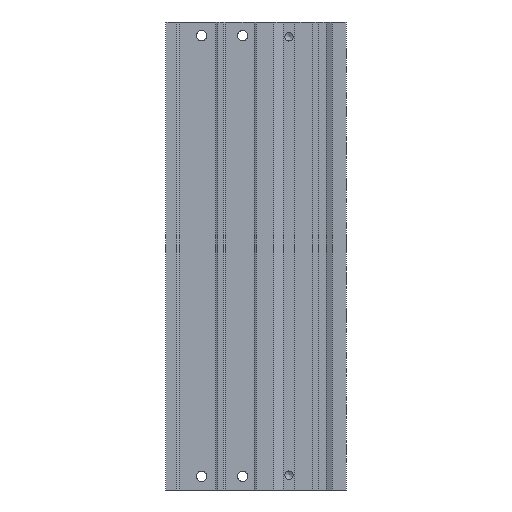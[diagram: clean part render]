
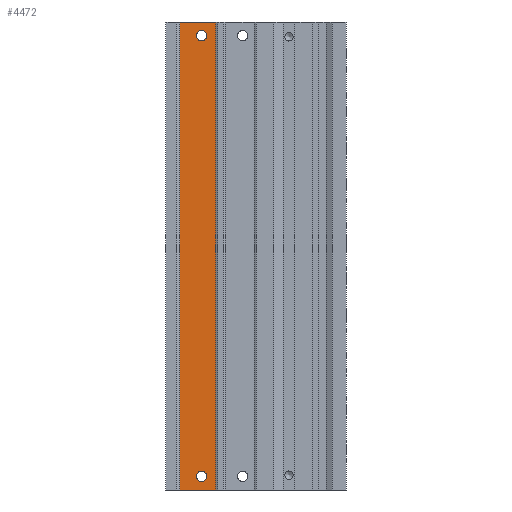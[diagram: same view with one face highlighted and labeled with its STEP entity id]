
A CAD part, front view. The second image highlights one B-rep face of the part: STEP entity #4472.
In plain terms, the highlighted planar face has unit normal (0, -1, 0).
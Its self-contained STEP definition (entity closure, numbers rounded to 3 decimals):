
#100=PLANE('',#4900);
#355=CIRCLE('',#4901,2.25);
#356=CIRCLE('',#4902,2.25);
#570=LINE('',#7726,#768);
#571=LINE('',#7732,#769);
#572=LINE('',#7734,#770);
#573=LINE('',#7736,#771);
#768=VECTOR('',#5723,1000.);
#769=VECTOR('',#5730,1000.);
#770=VECTOR('',#5731,1000.);
#771=VECTOR('',#5732,1000.);
#1213=ORIENTED_EDGE('',*,*,#2296,.T.);
#1214=ORIENTED_EDGE('',*,*,#2297,.T.);
#1215=ORIENTED_EDGE('',*,*,#2298,.F.);
#1216=ORIENTED_EDGE('',*,*,#2295,.F.);
#1217=ORIENTED_EDGE('',*,*,#2299,.T.);
#1218=ORIENTED_EDGE('',*,*,#2300,.T.);
#2295=EDGE_CURVE('',#2821,#2820,#570,.T.);
#2296=EDGE_CURVE('',#2822,#2822,#355,.F.);
#2297=EDGE_CURVE('',#2823,#2823,#356,.F.);
#2298=EDGE_CURVE('',#2820,#2824,#571,.T.);
#2299=EDGE_CURVE('',#2821,#2825,#572,.T.);
#2300=EDGE_CURVE('',#2825,#2824,#573,.T.);
#2820=VERTEX_POINT('',#7723);
#2821=VERTEX_POINT('',#7725);
#2822=VERTEX_POINT('',#7729);
#2823=VERTEX_POINT('',#7731);
#2824=VERTEX_POINT('',#7733);
#2825=VERTEX_POINT('',#7735);
#3278=EDGE_LOOP('',(#1213));
#3279=EDGE_LOOP('',(#1214));
#3280=EDGE_LOOP('',(#1215,#1216,#1217,#1218));
#3810=FACE_BOUND('',#3278,.T.);
#3811=FACE_BOUND('',#3279,.T.);
#3812=FACE_BOUND('',#3280,.T.);
#4472=ADVANCED_FACE('',(#3810,#3811,#3812),#100,.T.);
#4900=AXIS2_PLACEMENT_3D('',#7727,#5724,#5725);
#4901=AXIS2_PLACEMENT_3D('',#7728,#5726,#5727);
#4902=AXIS2_PLACEMENT_3D('',#7730,#5728,#5729);
#5723=DIRECTION('',(0.,0.,1.));
#5724=DIRECTION('',(0.,-1.,0.));
#5725=DIRECTION('',(0.,0.,-1.));
#5726=DIRECTION('',(0.,-1.,0.));
#5727=DIRECTION('',(0.,0.,-1.));
#5728=DIRECTION('',(0.,-1.,0.));
#5729=DIRECTION('',(0.,0.,-1.));
#5730=DIRECTION('',(1.,0.,0.));
#5731=DIRECTION('',(1.,0.,0.));
#5732=DIRECTION('',(0.,0.,1.));
#7723=CARTESIAN_POINT('',(6.,0.5,0.));
#7725=CARTESIAN_POINT('',(6.,0.5,-205.));
#7726=CARTESIAN_POINT('',(6.,0.5,-205.));
#7727=CARTESIAN_POINT('',(6.,0.5,-205.));
#7728=CARTESIAN_POINT('',(15.6,0.5,-6.));
#7729=CARTESIAN_POINT('',(15.6,0.5,-8.25));
#7730=CARTESIAN_POINT('',(15.6,0.5,-199.));
#7731=CARTESIAN_POINT('',(15.6,0.5,-201.25));
#7732=CARTESIAN_POINT('',(6.,0.5,0.));
#7733=CARTESIAN_POINT('',(21.834,0.5,0.));
#7734=CARTESIAN_POINT('',(6.,0.5,-205.));
#7735=CARTESIAN_POINT('',(21.834,0.5,-205.));
#7736=CARTESIAN_POINT('',(21.834,0.5,-205.));
